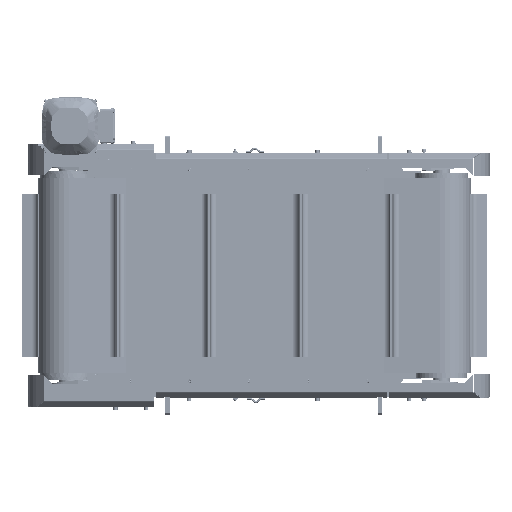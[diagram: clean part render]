
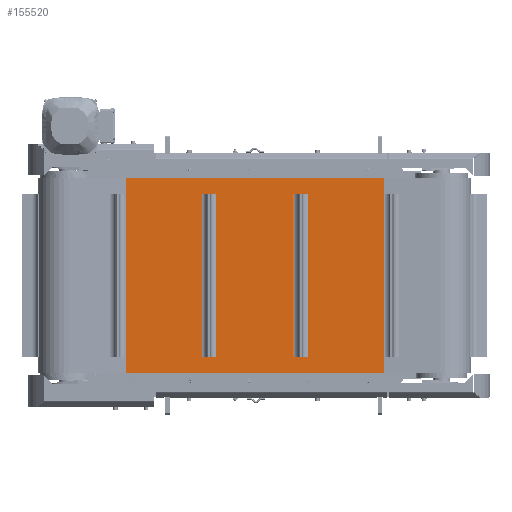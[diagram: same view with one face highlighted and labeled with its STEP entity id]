
A CAD part, left-side view. The second image highlights one B-rep face of the part: STEP entity #155520.
In plain terms, the highlighted planar face has unit normal (-1, 0, 0).
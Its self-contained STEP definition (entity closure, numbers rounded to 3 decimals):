
#3746=FACE_BOUND('',#51478,.T.);
#3747=FACE_BOUND('',#51479,.T.);
#6856=PLANE('',#165467);
#16779=LINE('',#250030,#30285);
#16783=LINE('',#250038,#30289);
#16796=LINE('',#250072,#30302);
#16798=LINE('',#250075,#30304);
#16799=LINE('',#250079,#30305);
#16803=LINE('',#250087,#30309);
#16816=LINE('',#250121,#30322);
#16818=LINE('',#250124,#30324);
#16965=LINE('',#250491,#30471);
#16982=LINE('',#250530,#30488);
#16984=LINE('',#250533,#30490);
#16985=LINE('',#250534,#30491);
#30285=VECTOR('',#191500,10.);
#30289=VECTOR('',#191506,10.);
#30302=VECTOR('',#191539,10.);
#30304=VECTOR('',#191543,10.);
#30305=VECTOR('',#191546,10.);
#30309=VECTOR('',#191552,10.);
#30322=VECTOR('',#191585,10.);
#30324=VECTOR('',#191589,10.);
#30471=VECTOR('',#191940,10.);
#30488=VECTOR('',#191973,10.);
#30490=VECTOR('',#191977,10.);
#30491=VECTOR('',#191978,10.);
#42531=FACE_OUTER_BOUND('',#51477,.T.);
#51477=EDGE_LOOP('',(#123890,#123891,#123892,#123893));
#51478=EDGE_LOOP('',(#123894,#123895,#123896,#123897));
#51479=EDGE_LOOP('',(#123898,#123899,#123900,#123901));
#70683=VERTEX_POINT('',#250028);
#70684=VERTEX_POINT('',#250029);
#70687=VERTEX_POINT('',#250037);
#70698=VERTEX_POINT('',#250071);
#70699=VERTEX_POINT('',#250077);
#70700=VERTEX_POINT('',#250078);
#70703=VERTEX_POINT('',#250086);
#70714=VERTEX_POINT('',#250120);
#70831=VERTEX_POINT('',#250489);
#70832=VERTEX_POINT('',#250490);
#70845=VERTEX_POINT('',#250527);
#70846=VERTEX_POINT('',#250529);
#89287=EDGE_CURVE('',#70683,#70684,#16779,.T.);
#89291=EDGE_CURVE('',#70687,#70683,#16783,.T.);
#89308=EDGE_CURVE('',#70698,#70687,#16796,.T.);
#89310=EDGE_CURVE('',#70684,#70698,#16798,.T.);
#89311=EDGE_CURVE('',#70699,#70700,#16799,.T.);
#89315=EDGE_CURVE('',#70703,#70699,#16803,.T.);
#89332=EDGE_CURVE('',#70714,#70703,#16816,.T.);
#89334=EDGE_CURVE('',#70700,#70714,#16818,.T.);
#89513=EDGE_CURVE('',#70831,#70832,#16965,.T.);
#89534=EDGE_CURVE('',#70846,#70845,#16982,.T.);
#89536=EDGE_CURVE('',#70831,#70845,#16984,.T.);
#89537=EDGE_CURVE('',#70846,#70832,#16985,.T.);
#123890=ORIENTED_EDGE('',*,*,#89534,.T.);
#123891=ORIENTED_EDGE('',*,*,#89536,.F.);
#123892=ORIENTED_EDGE('',*,*,#89513,.T.);
#123893=ORIENTED_EDGE('',*,*,#89537,.F.);
#123894=ORIENTED_EDGE('',*,*,#89291,.T.);
#123895=ORIENTED_EDGE('',*,*,#89287,.T.);
#123896=ORIENTED_EDGE('',*,*,#89310,.T.);
#123897=ORIENTED_EDGE('',*,*,#89308,.T.);
#123898=ORIENTED_EDGE('',*,*,#89315,.T.);
#123899=ORIENTED_EDGE('',*,*,#89311,.T.);
#123900=ORIENTED_EDGE('',*,*,#89334,.T.);
#123901=ORIENTED_EDGE('',*,*,#89332,.T.);
#155520=ADVANCED_FACE('',(#42531,#3746,#3747),#6856,.T.);
#165467=AXIS2_PLACEMENT_3D('',#250532,#191975,#191976);
#191500=DIRECTION('',(0.,0.,1.));
#191506=DIRECTION('',(0.,1.,0.));
#191539=DIRECTION('',(0.,0.,-1.));
#191543=DIRECTION('',(0.,-1.,0.));
#191546=DIRECTION('',(0.,0.,1.));
#191552=DIRECTION('',(0.,1.,0.));
#191585=DIRECTION('',(0.,0.,-1.));
#191589=DIRECTION('',(0.,-1.,0.));
#191940=DIRECTION('',(0.,0.,-1.));
#191973=DIRECTION('',(0.,0.,1.));
#191975=DIRECTION('center_axis',(-1.,0.,0.));
#191976=DIRECTION('ref_axis',(0.,-1.,0.));
#191977=DIRECTION('',(0.,-1.,0.));
#191978=DIRECTION('',(0.,1.,0.));
#250028=CARTESIAN_POINT('',(-157.35,-148.629,-250.));
#250029=CARTESIAN_POINT('',(-157.35,-148.629,250.));
#250030=CARTESIAN_POINT('',(-157.35,-148.629,0.));
#250037=CARTESIAN_POINT('',(-157.35,-192.629,-250.));
#250038=CARTESIAN_POINT('',(-157.35,98.236,-250.));
#250071=CARTESIAN_POINT('',(-157.35,-192.629,250.));
#250072=CARTESIAN_POINT('',(-157.35,-192.629,0.));
#250075=CARTESIAN_POINT('',(-157.35,98.236,250.));
#250077=CARTESIAN_POINT('',(-157.35,134.134,-250.));
#250078=CARTESIAN_POINT('',(-157.35,134.134,250.));
#250079=CARTESIAN_POINT('',(-157.35,134.134,0.));
#250086=CARTESIAN_POINT('',(-157.35,90.134,-250.));
#250087=CARTESIAN_POINT('',(-157.35,239.618,-250.));
#250120=CARTESIAN_POINT('',(-157.35,90.134,250.));
#250121=CARTESIAN_POINT('',(-157.35,90.134,0.));
#250124=CARTESIAN_POINT('',(-157.35,239.618,250.));
#250489=CARTESIAN_POINT('',(-157.35,367.101,300.));
#250490=CARTESIAN_POINT('',(-157.35,367.101,-300.));
#250491=CARTESIAN_POINT('',(-157.35,367.101,0.));
#250527=CARTESIAN_POINT('',(-157.35,-425.901,300.));
#250529=CARTESIAN_POINT('',(-157.35,-425.901,-300.));
#250530=CARTESIAN_POINT('',(-157.35,-425.901,0.));
#250532=CARTESIAN_POINT('Origin',(-157.35,367.101,0.));
#250533=CARTESIAN_POINT('',(-157.35,367.101,300.));
#250534=CARTESIAN_POINT('',(-157.35,367.101,-300.));
